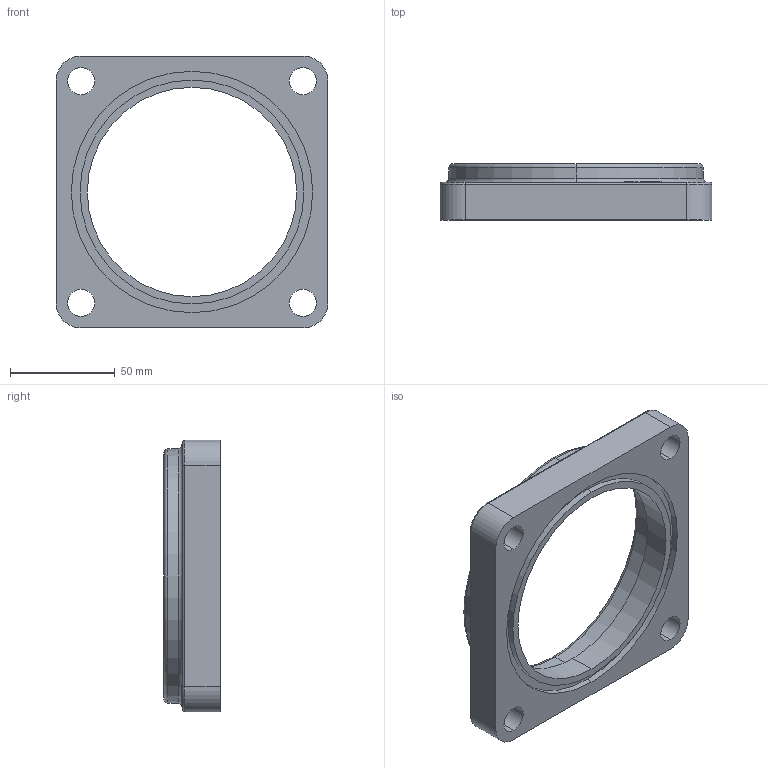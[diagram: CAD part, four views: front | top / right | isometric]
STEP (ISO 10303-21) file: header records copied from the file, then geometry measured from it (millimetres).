
FILE_DESCRIPTION (( 'STEP AP214' ), '1' );
FILE_NAME ('FL100V_22756.STEP', '2012-09-24T11:09:16', ( 'Admin2' ), ( '' ), 'SwSTEP 2.0', 'SolidWorks 2010', '' );
FILE_SCHEMA (( 'AUTOMOTIVE_DESIGN' ));
Length unit declared in the file: millimetre
Products named in the file (1): FL100V_22756
Bounding box: 130 x 27 x 130 mm (x, y, z)
Volume: 152694.6 mm3; surface area: 41947.5 mm2
Topology: 1 solids, 1 shells, 298 faces, 779 edges, 514 vertices
Faces by surface type: plane 172, bspline 88, cylinder 20, torus 12, cone 6
Entity records: 14138 total; most frequent: CARTESIAN_POINT 7120, ORIENTED_EDGE 1558, DIRECTION 1097, EDGE_CURVE 779, LINE 531, VECTOR 531, VERTEX_POINT 514, EDGE_LOOP 339
